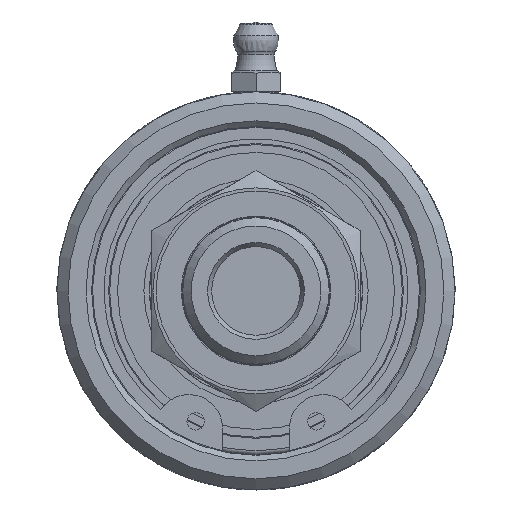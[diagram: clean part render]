
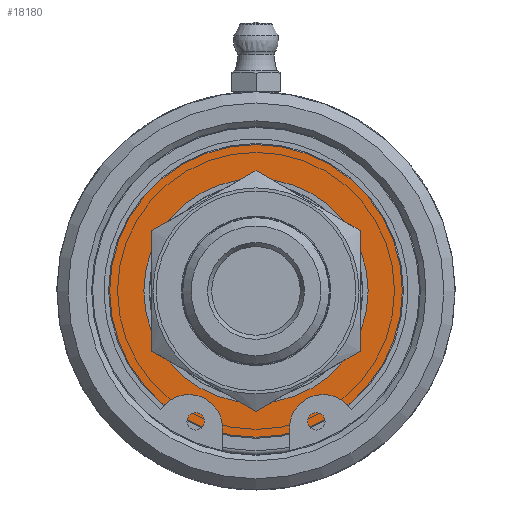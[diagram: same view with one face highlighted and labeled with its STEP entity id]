
A CAD part, left-side view. The second image highlights one B-rep face of the part: STEP entity #18180.
In plain terms, the highlighted planar face has unit normal (-1, 0, 0).
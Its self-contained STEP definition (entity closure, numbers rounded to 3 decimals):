
#1557=FACE_BOUND('',#3383,.T.);
#1694=PLANE('',#19374);
#2289=FACE_OUTER_BOUND('',#3382,.T.);
#3382=EDGE_LOOP('',(#12390));
#3383=EDGE_LOOP('',(#12391));
#6874=CIRCLE('',#19373,16.05);
#6875=CIRCLE('',#19375,20.95);
#7525=VERTEX_POINT('',#24710);
#7526=VERTEX_POINT('',#24714);
#9442=EDGE_CURVE('',#7525,#7525,#6874,.T.);
#9443=EDGE_CURVE('',#7526,#7526,#6875,.T.);
#12390=ORIENTED_EDGE('',*,*,#9443,.F.);
#12391=ORIENTED_EDGE('',*,*,#9442,.T.);
#18180=ADVANCED_FACE('',(#2289,#1557),#1694,.T.);
#19373=AXIS2_PLACEMENT_3D('',#24712,#20840,#20841);
#19374=AXIS2_PLACEMENT_3D('',#24713,#20842,#20843);
#19375=AXIS2_PLACEMENT_3D('',#24715,#20844,#20845);
#20840=DIRECTION('center_axis',(1.,0.,0.));
#20841=DIRECTION('ref_axis',(0.,1.,0.));
#20842=DIRECTION('center_axis',(-1.,0.,0.));
#20843=DIRECTION('ref_axis',(0.,-1.,0.));
#20844=DIRECTION('center_axis',(1.,0.,0.));
#20845=DIRECTION('ref_axis',(0.,1.,0.));
#24710=CARTESIAN_POINT('',(38.425,-16.05,0.));
#24712=CARTESIAN_POINT('Origin',(38.425,0.,0.));
#24713=CARTESIAN_POINT('Origin',(38.425,18.5,0.));
#24714=CARTESIAN_POINT('',(38.425,-20.95,0.));
#24715=CARTESIAN_POINT('Origin',(38.425,0.,0.));
